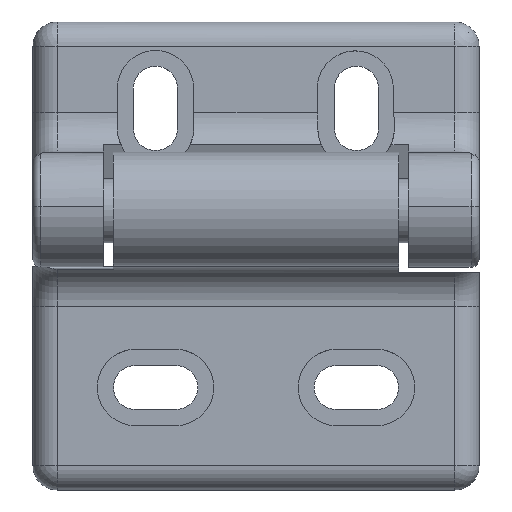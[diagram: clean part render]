
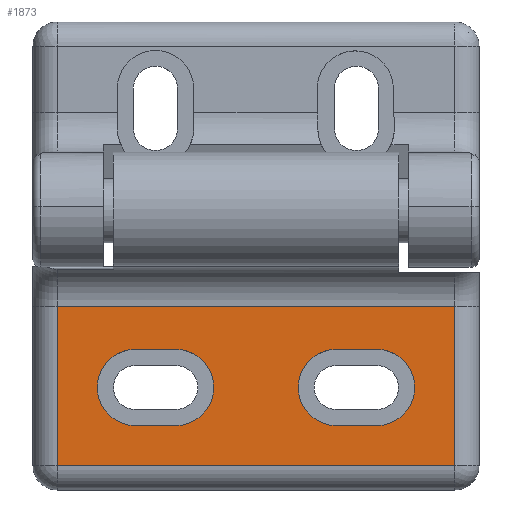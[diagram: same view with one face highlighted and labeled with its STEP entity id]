
A CAD part, top view. The second image highlights one B-rep face of the part: STEP entity #1873.
In plain terms, the highlighted planar face has unit normal (0, 0, 1).
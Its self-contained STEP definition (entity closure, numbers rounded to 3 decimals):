
#85=PLANE('',#2078);
#129=FACE_BOUND('',#348,.T.);
#130=FACE_BOUND('',#349,.T.);
#224=FACE_OUTER_BOUND('',#347,.T.);
#347=EDGE_LOOP('',(#1662,#1663,#1664,#1665));
#348=EDGE_LOOP('',(#1666,#1667,#1668,#1669));
#349=EDGE_LOOP('',(#1670,#1671,#1672,#1673));
#472=LINE('',#3228,#617);
#479=LINE('',#3267,#624);
#480=LINE('',#3276,#625);
#482=LINE('',#3308,#627);
#487=LINE('',#3322,#632);
#495=LINE('',#3344,#640);
#496=LINE('',#3348,#641);
#497=LINE('',#3352,#642);
#617=VECTOR('',#2501,49.5);
#624=VECTOR('',#2522,19.8);
#625=VECTOR('',#2537,49.5);
#627=VECTOR('',#2561,5.);
#632=VECTOR('',#2574,5.);
#640=VECTOR('',#2600,19.8);
#641=VECTOR('',#2603,5.);
#642=VECTOR('',#2606,5.);
#742=CIRCLE('',#2066,4.75);
#744=CIRCLE('',#2070,4.75);
#748=CIRCLE('',#2079,4.75);
#749=CIRCLE('',#2080,4.75);
#889=VERTEX_POINT('',#3225);
#890=VERTEX_POINT('',#3227);
#895=VERTEX_POINT('',#3266);
#896=VERTEX_POINT('',#3275);
#900=VERTEX_POINT('',#3306);
#901=VERTEX_POINT('',#3307);
#904=VERTEX_POINT('',#3315);
#906=VERTEX_POINT('',#3321);
#912=VERTEX_POINT('',#3346);
#913=VERTEX_POINT('',#3347);
#914=VERTEX_POINT('',#3349);
#915=VERTEX_POINT('',#3351);
#1126=EDGE_CURVE('',#890,#889,#472,.T.);
#1137=EDGE_CURVE('',#895,#890,#479,.T.);
#1142=EDGE_CURVE('',#896,#895,#480,.T.);
#1151=EDGE_CURVE('',#900,#901,#482,.T.);
#1155=EDGE_CURVE('',#901,#904,#742,.T.);
#1158=EDGE_CURVE('',#904,#906,#487,.T.);
#1161=EDGE_CURVE('',#906,#900,#744,.T.);
#1170=EDGE_CURVE('',#889,#896,#495,.T.);
#1171=EDGE_CURVE('',#912,#913,#496,.T.);
#1172=EDGE_CURVE('',#914,#913,#748,.T.);
#1173=EDGE_CURVE('',#915,#914,#497,.T.);
#1174=EDGE_CURVE('',#912,#915,#749,.T.);
#1662=ORIENTED_EDGE('',*,*,#1170,.T.);
#1663=ORIENTED_EDGE('',*,*,#1142,.T.);
#1664=ORIENTED_EDGE('',*,*,#1137,.T.);
#1665=ORIENTED_EDGE('',*,*,#1126,.T.);
#1666=ORIENTED_EDGE('',*,*,#1151,.F.);
#1667=ORIENTED_EDGE('',*,*,#1161,.F.);
#1668=ORIENTED_EDGE('',*,*,#1158,.F.);
#1669=ORIENTED_EDGE('',*,*,#1155,.F.);
#1670=ORIENTED_EDGE('',*,*,#1171,.T.);
#1671=ORIENTED_EDGE('',*,*,#1172,.F.);
#1672=ORIENTED_EDGE('',*,*,#1173,.F.);
#1673=ORIENTED_EDGE('',*,*,#1174,.F.);
#1873=ADVANCED_FACE('',(#224,#129,#130),#85,.F.);
#2066=AXIS2_PLACEMENT_3D('',#3316,#2567,#2568);
#2070=AXIS2_PLACEMENT_3D('',#3327,#2579,#2580);
#2078=AXIS2_PLACEMENT_3D('',#3345,#2601,#2602);
#2079=AXIS2_PLACEMENT_3D('',#3350,#2604,#2605);
#2080=AXIS2_PLACEMENT_3D('',#3353,#2607,#2608);
#2501=DIRECTION('',(-1.,0.,0.));
#2522=DIRECTION('',(0.,1.,0.));
#2537=DIRECTION('',(1.,0.,0.));
#2561=DIRECTION('',(1.,0.,0.));
#2567=DIRECTION('center_axis',(0.,0.,1.));
#2568=DIRECTION('ref_axis',(-1.,0.,0.));
#2574=DIRECTION('',(-1.,0.,0.));
#2579=DIRECTION('center_axis',(0.,0.,1.));
#2580=DIRECTION('ref_axis',(1.,0.,0.));
#2600=DIRECTION('',(0.,-1.,0.));
#2601=DIRECTION('center_axis',(0.,0.,-1.));
#2602=DIRECTION('ref_axis',(-1.,0.,0.));
#2603=DIRECTION('',(1.,0.,0.));
#2604=DIRECTION('center_axis',(0.,0.,1.));
#2605=DIRECTION('ref_axis',(-0.526,0.85,0.));
#2606=DIRECTION('',(1.,0.,0.));
#2607=DIRECTION('center_axis',(0.,0.,1.));
#2608=DIRECTION('ref_axis',(0.526,-0.85,0.));
#3225=CARTESIAN_POINT('',(-14.75,10.05,7.5));
#3227=CARTESIAN_POINT('',(34.75,10.05,7.5));
#3228=CARTESIAN_POINT('',(34.75,10.05,7.5));
#3266=CARTESIAN_POINT('',(34.75,-9.75,7.5));
#3267=CARTESIAN_POINT('',(34.75,-9.75,7.5));
#3275=CARTESIAN_POINT('',(-14.75,-9.75,7.5));
#3276=CARTESIAN_POINT('',(-14.75,-9.75,7.5));
#3306=CARTESIAN_POINT('',(20.,-4.75,7.5));
#3307=CARTESIAN_POINT('',(25.,-4.75,7.5));
#3308=CARTESIAN_POINT('',(20.,-4.75,7.5));
#3315=CARTESIAN_POINT('',(25.,4.75,7.5));
#3316=CARTESIAN_POINT('Origin',(25.,0.,7.5));
#3321=CARTESIAN_POINT('',(20.,4.75,7.5));
#3322=CARTESIAN_POINT('',(25.,4.75,7.5));
#3327=CARTESIAN_POINT('Origin',(20.,0.,7.5));
#3344=CARTESIAN_POINT('',(-14.75,3.162,7.5));
#3345=CARTESIAN_POINT('Origin',(34.75,10.05,7.5));
#3346=CARTESIAN_POINT('',(-5.,4.75,7.5));
#3347=CARTESIAN_POINT('',(0.,4.75,7.5));
#3348=CARTESIAN_POINT('',(-5.,4.75,7.5));
#3349=CARTESIAN_POINT('',(0.,-4.75,7.5));
#3350=CARTESIAN_POINT('Origin',(0.,0.,7.5));
#3351=CARTESIAN_POINT('',(-5.,-4.75,7.5));
#3352=CARTESIAN_POINT('',(-5.,-4.75,7.5));
#3353=CARTESIAN_POINT('Origin',(-5.,0.,7.5));
